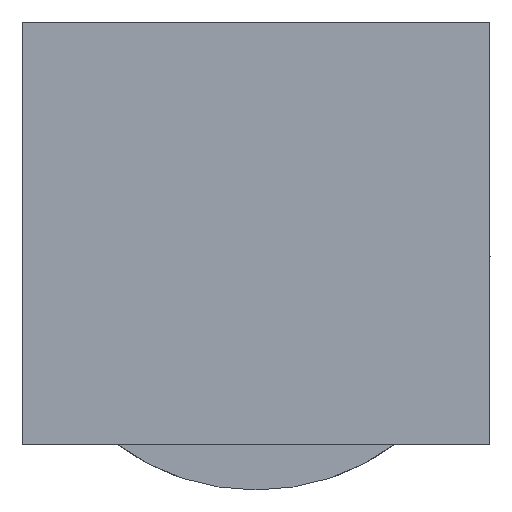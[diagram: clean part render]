
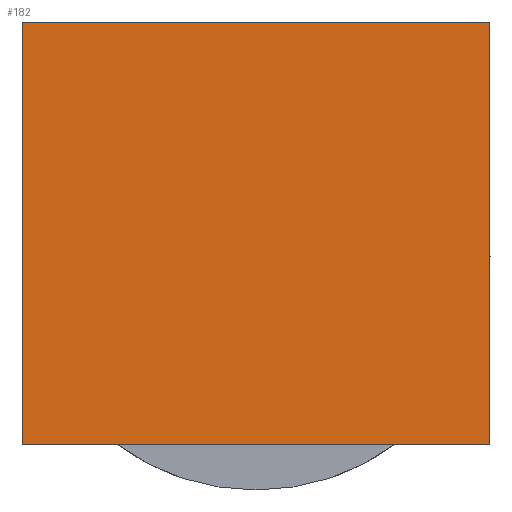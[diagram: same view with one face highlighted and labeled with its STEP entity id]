
A CAD part, left-side view. The second image highlights one B-rep face of the part: STEP entity #182.
In plain terms, the highlighted planar face has unit normal (-1, 0, 0).
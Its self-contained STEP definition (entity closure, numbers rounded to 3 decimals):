
#19=FACE_OUTER_BOUND('',#31,.T.);
#31=EDGE_LOOP('',(#129,#130,#131,#132));
#46=LINE('',#302,#64);
#47=LINE('',#304,#65);
#48=LINE('',#306,#66);
#49=LINE('',#307,#67);
#64=VECTOR('',#245,10.);
#65=VECTOR('',#246,10.);
#66=VECTOR('',#247,10.);
#67=VECTOR('',#248,10.);
#89=VERTEX_POINT('',#300);
#90=VERTEX_POINT('',#301);
#91=VERTEX_POINT('',#303);
#92=VERTEX_POINT('',#305);
#105=EDGE_CURVE('',#89,#90,#46,.T.);
#106=EDGE_CURVE('',#89,#91,#47,.T.);
#107=EDGE_CURVE('',#92,#91,#48,.T.);
#108=EDGE_CURVE('',#90,#92,#49,.T.);
#129=ORIENTED_EDGE('',*,*,#105,.F.);
#130=ORIENTED_EDGE('',*,*,#106,.T.);
#131=ORIENTED_EDGE('',*,*,#107,.F.);
#132=ORIENTED_EDGE('',*,*,#108,.F.);
#171=PLANE('',#211);
#182=ADVANCED_FACE('',(#19),#171,.T.);
#211=AXIS2_PLACEMENT_3D('',#299,#243,#244);
#243=DIRECTION('center_axis',(-1.,0.,0.));
#244=DIRECTION('ref_axis',(0.,0.,-1.));
#245=DIRECTION('',(0.,0.,1.));
#246=DIRECTION('',(0.,-1.,0.));
#247=DIRECTION('',(0.,0.,-1.));
#248=DIRECTION('',(0.,-1.,0.));
#299=CARTESIAN_POINT('Origin',(23.7,-6.45,-8.295));
#300=CARTESIAN_POINT('',(23.7,-6.45,-10.1));
#301=CARTESIAN_POINT('',(23.7,-6.45,-8.295));
#302=CARTESIAN_POINT('',(23.7,-6.45,-10.1));
#303=CARTESIAN_POINT('',(23.7,-8.45,-10.1));
#304=CARTESIAN_POINT('',(23.7,-6.45,-10.1));
#305=CARTESIAN_POINT('',(23.7,-8.45,-8.295));
#306=CARTESIAN_POINT('',(23.7,-8.45,-10.1));
#307=CARTESIAN_POINT('',(23.7,-6.45,-8.295));
